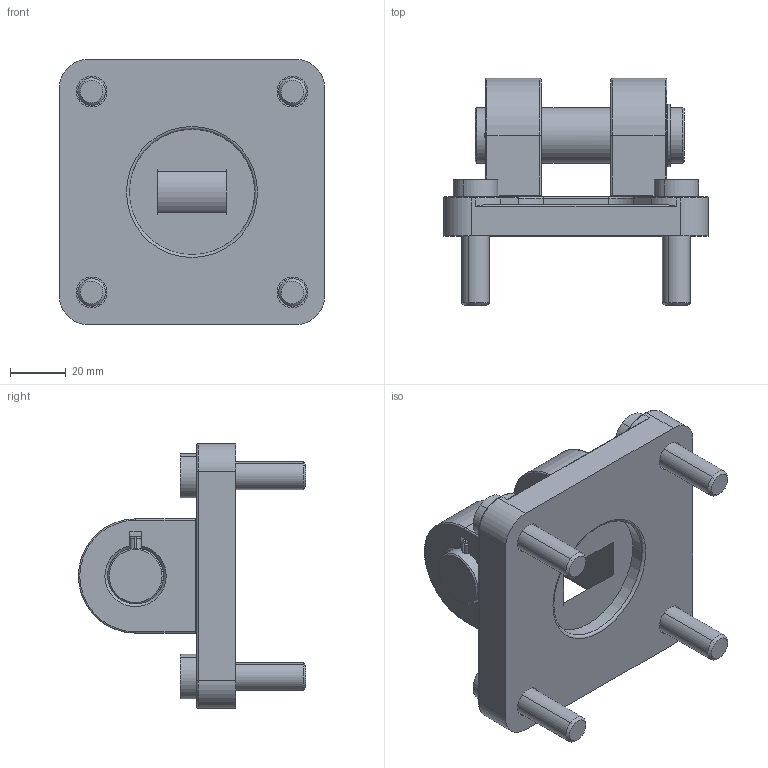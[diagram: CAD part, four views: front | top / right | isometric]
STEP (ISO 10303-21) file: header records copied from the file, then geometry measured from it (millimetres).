
FILE_DESCRIPTION(/* description */ ('Alibre Inc.'),/* implementation_level */ '2;1');
FILE_NAME(/* name */ 'export-83B705A5-2864-4101-BC49-58C4F03A2AB4',/* time_stamp */ '2021-09-30T16:35:29+02:00',/* author */ (''),/* organization */ (''),/* preprocessor_version */ 'ST-DEVELOPER v17',/* originating_system */ 'Alibre',/* authorisation */ '');
FILE_SCHEMA (('AUTOMOTIVE_DESIGN'));
Length unit declared in the file: millimetre
Bounding box: 95 x 81.5 x 95 mm (x, y, z)
Volume: 188221.1 mm3; surface area: 49546 mm2
Topology: 7 solids, 7 shells, 232 faces, 545 edges, 336 vertices
Faces by surface type: cylinder 97, plane 87, cone 23, torus 21, bspline 4
Full cylindrical faces by diameter (mm): 1.8 x2, 4.4 x1, 11 x4, 18 x4, 19 x1, 20 x4, 45 x1
Entity records: 5919 total; most frequent: CARTESIAN_POINT 1750, DIRECTION 840, ORIENTED_EDGE 784, EDGE_CURVE 392, AXIS2_PLACEMENT_3D 367, VERTEX_POINT 257, EDGE_LOOP 231, FACE_BOUND 231
